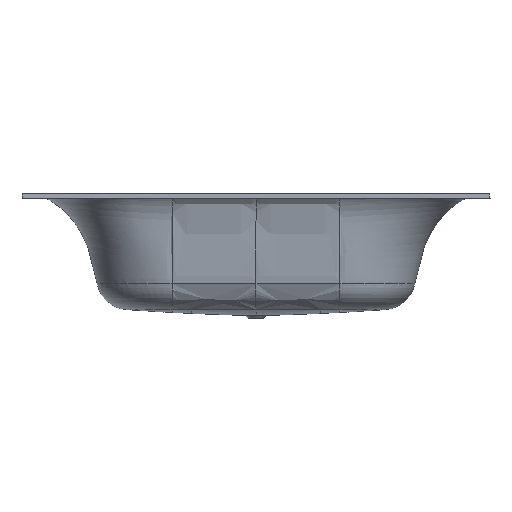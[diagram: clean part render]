
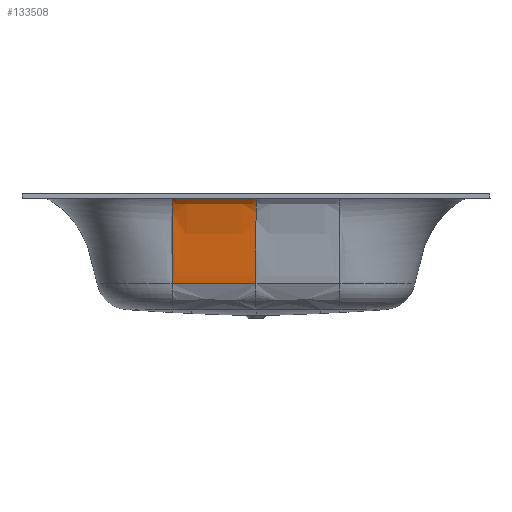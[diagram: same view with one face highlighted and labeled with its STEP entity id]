
A CAD part, front view. The second image highlights one B-rep face of the part: STEP entity #133508.
In plain terms, the highlighted face is a extrusion surface.
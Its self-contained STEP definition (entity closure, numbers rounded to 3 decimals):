
#2351=CARTESIAN_POINT('',(-322.806,-353.884,
-6.982));
#2482=DIRECTION('',(-1.,0.,0.));
#2483=VECTOR('',#2482,322.806);
#2484=CARTESIAN_POINT('',(0.,-353.877,
-6.985));
#2485=LINE('',#2484,#2483);
#2490=CARTESIAN_POINT('',(-322.806,-274.783,-348.48));
#2491=CARTESIAN_POINT('',(-322.806,-275.081,-347.156));
#2492=CARTESIAN_POINT('',(-322.806,-276.585,-340.205));
#2493=CARTESIAN_POINT('',(-322.806,-278.157,-331.828));
#2494=CARTESIAN_POINT('',(-322.806,-279.499,-323.436));
#2495=CARTESIAN_POINT('',(-322.806,-285.988,-278.665));
#2496=CARTESIAN_POINT('',(-322.806,-291.882,-229.804));
#2497=CARTESIAN_POINT('',(-322.806,-296.898,-176.836));
#2498=CARTESIAN_POINT('',(-322.806,-298.28,-161.188));
#2499=CARTESIAN_POINT('',(-322.806,-299.754,-146.073));
#2500=CARTESIAN_POINT('',(-322.806,-301.019,-133.887));
#2501=CARTESIAN_POINT('',(-322.806,-302.22,-122.86));
#2502=CARTESIAN_POINT('',(-322.806,-303.093,-115.192));
#2503=CARTESIAN_POINT('',(-322.806,-303.869,-108.521));
#2504=CARTESIAN_POINT('',(-322.806,-307.009,-85.139));
#2505=CARTESIAN_POINT('',(-322.806,-314.052,-62.076));
#2506=CARTESIAN_POINT('',(-322.806,-324.482,-41.018));
#2507=CARTESIAN_POINT('',(-322.806,-326.32,-37.459));
#2508=CARTESIAN_POINT('',(-322.806,-328.191,-34.025));
#2509=CARTESIAN_POINT('',(-322.806,-330.05,-30.738));
#2510=CARTESIAN_POINT('',(-322.806,-335.611,-21.47));
#2511=CARTESIAN_POINT('',(-322.806,-343.848,-13.075));
#2512=CARTESIAN_POINT('',(-322.806,-352.426,-7.805));
#2513=CARTESIAN_POINT('',(-322.806,-353.88,-6.984));
#2515=DIRECTION('',(1.,0.,0.));
#2516=VECTOR('',#2515,322.806);
#2517=CARTESIAN_POINT('',(-322.806,-274.783,
-348.48));
#2518=LINE('',#2517,#2516);
#2578=CARTESIAN_POINT('',(-322.806,-274.783,
-348.48));
#3560=CARTESIAN_POINT('',(0.,-353.877,
-6.985));
#3561=CARTESIAN_POINT('',(0.,-352.424,
-7.806));
#3562=CARTESIAN_POINT('',(0.,-343.845,
-13.077));
#3563=CARTESIAN_POINT('',(0.,-335.611,
-21.47));
#3564=CARTESIAN_POINT('',(0.,-330.05,
-30.738));
#3565=CARTESIAN_POINT('',(0.,-328.191,
-34.025));
#3566=CARTESIAN_POINT('',(0.,-326.32,
-37.459));
#3567=CARTESIAN_POINT('',(0.,-324.482,
-41.018));
#3568=CARTESIAN_POINT('',(0.,-314.052,
-62.076));
#3569=CARTESIAN_POINT('',(0.,-307.009,
-85.139));
#3570=CARTESIAN_POINT('',(0.,-303.869,
-108.521));
#3571=CARTESIAN_POINT('',(0.,-303.093,
-115.192));
#3572=CARTESIAN_POINT('',(0.,-302.22,
-122.86));
#3573=CARTESIAN_POINT('',(0.,-301.019,
-133.887));
#3574=CARTESIAN_POINT('',(0.,-299.754,
-146.073));
#3575=CARTESIAN_POINT('',(0.,-298.28,
-161.188));
#3576=CARTESIAN_POINT('',(0.,-296.898,
-176.836));
#3577=CARTESIAN_POINT('',(0.,-291.882,
-229.804));
#3578=CARTESIAN_POINT('',(0.,-285.988,
-278.665));
#3579=CARTESIAN_POINT('',(0.,-279.499,
-323.436));
#3580=CARTESIAN_POINT('',(0.,-278.157,
-331.828));
#3581=CARTESIAN_POINT('',(0.,-276.585,
-340.205));
#3582=CARTESIAN_POINT('',(0.,-275.081,
-347.156));
#3583=CARTESIAN_POINT('',(0.,-274.783,
-348.48));
#4037=VERTEX_POINT('',#2351);
#4041=VERTEX_POINT('',#2578);
#4042=CARTESIAN_POINT('',(0.,-353.877,
-6.985));
#4043=VERTEX_POINT('',#4042);
#4044=CARTESIAN_POINT('',(0.,-274.783,
-348.48));
#4045=VERTEX_POINT('',#4044);
#133470=CARTESIAN_POINT('',(6.456,-357.049,-5.301));
#133471=CARTESIAN_POINT('',(6.456,-355.976,-5.837));
#133472=CARTESIAN_POINT('',(6.456,-353.44,-7.181));
#133473=CARTESIAN_POINT('',(6.456,-343.848,-13.075));
#133474=CARTESIAN_POINT('',(6.456,-335.611,-21.47));
#133475=CARTESIAN_POINT('',(6.456,-330.05,-30.738));
#133476=CARTESIAN_POINT('',(6.456,-328.191,-34.025));
#133477=CARTESIAN_POINT('',(6.456,-326.32,-37.459));
#133478=CARTESIAN_POINT('',(6.456,-324.482,-41.018));
#133479=CARTESIAN_POINT('',(6.456,-314.052,-62.076));
#133480=CARTESIAN_POINT('',(6.456,-307.009,-85.139));
#133481=CARTESIAN_POINT('',(6.456,-303.869,-108.521));
#133482=CARTESIAN_POINT('',(6.456,-303.093,-115.192));
#133483=CARTESIAN_POINT('',(6.456,-302.22,-122.86));
#133484=CARTESIAN_POINT('',(6.456,-301.019,-133.887));
#133485=CARTESIAN_POINT('',(6.456,-299.754,-146.073));
#133486=CARTESIAN_POINT('',(6.456,-298.28,-161.188));
#133487=CARTESIAN_POINT('',(6.456,-296.898,-176.836));
#133488=CARTESIAN_POINT('',(6.456,-291.882,-229.804));
#133489=CARTESIAN_POINT('',(6.456,-285.988,-278.665));
#133490=CARTESIAN_POINT('',(6.456,-279.499,-323.436));
#133491=CARTESIAN_POINT('',(6.456,-278.157,-331.828));
#133492=CARTESIAN_POINT('',(6.456,-276.585,-340.205));
#133493=CARTESIAN_POINT('',(6.456,-274.828,-348.324));
#133494=CARTESIAN_POINT('',(6.456,-274.25,-350.809));
#133495=CARTESIAN_POINT('',(6.456,-273.968,-351.971));
#133497=DIRECTION('',(-1.,0.,0.));
#133498=VECTOR('',#133497,1.);
#133499=SURFACE_OF_LINEAR_EXTRUSION('',#133496,#133498);
#133500=ORIENTED_EDGE('',*,*,#133461,.T.);
#133501=ORIENTED_EDGE('',*,*,#132781,.F.);
#133503=ORIENTED_EDGE('',*,*,#133502,.T.);
#133505=ORIENTED_EDGE('',*,*,#133504,.F.);
#133506=EDGE_LOOP('',(#133500,#133501,#133503,#133505));
#133507=FACE_OUTER_BOUND('',#133506,.F.);
#133508=ADVANCED_FACE('',(#133507),#133499,.T.);
#2514=B_SPLINE_CURVE_WITH_KNOTS('',3,(#2490,#2491,#2492,#2493,#2494,#2495,#2496,
#2497,#2498,#2499,#2500,#2501,#2502,#2503,#2504,#2505,#2506,#2507,#2508,#2509,
#2510,#2511,#2512,#2513),.UNSPECIFIED.,.F.,.F.,(4,1,1,1,1,1,1,1,1,1,1,1,1,1,1,1,
1,1,1,1,1,4),(0.,0.011,0.06,0.071,
0.082,0.438,0.483,0.528,
0.57,0.61,0.63,0.663,
0.675,0.687,0.861,0.872,
0.883,0.895,0.905,0.915,
0.986,1.),.UNSPECIFIED.);
#3584=B_SPLINE_CURVE_WITH_KNOTS('',3,(#3560,#3561,#3562,#3563,#3564,#3565,#3566,
#3567,#3568,#3569,#3570,#3571,#3572,#3573,#3574,#3575,#3576,#3577,#3578,#3579,
#3580,#3581,#3582,#3583),.UNSPECIFIED.,.F.,.F.,(4,1,1,1,1,1,1,1,1,1,1,1,1,1,1,1,
1,1,1,1,1,4),(0.,0.014,0.085,0.095,
0.105,0.117,0.128,0.139,
0.313,0.325,0.337,0.37,
0.39,0.43,0.472,0.517,
0.562,0.918,0.929,0.94,
0.989,1.),.UNSPECIFIED.);
#132781=EDGE_CURVE('',#4041,#4037,#2514,.T.);
#133461=EDGE_CURVE('',#4043,#4037,#2485,.T.);
#133496=B_SPLINE_CURVE_WITH_KNOTS('',3,(#133470,#133471,#133472,#133473,#133474,
#133475,#133476,#133477,#133478,#133479,#133480,#133481,#133482,#133483,#133484,
#133485,#133486,#133487,#133488,#133489,#133490,#133491,#133492,#133493,#133494,
#133495),.UNSPECIFIED.,.F.,.F.,(4,1,1,1,1,1,1,1,1,1,1,1,1,1,1,1,1,1,1,1,1,1,1,
4),(0.,0.01,0.024,0.093,
0.103,0.113,0.124,0.135,
0.146,0.317,0.329,0.341,
0.372,0.392,0.432,0.473,
0.517,0.561,0.909,0.92,
0.932,0.979,0.99,1.),.UNSPECIFIED.);
#133502=EDGE_CURVE('',#4041,#4045,#2518,.T.);
#133504=EDGE_CURVE('',#4043,#4045,#3584,.T.);
